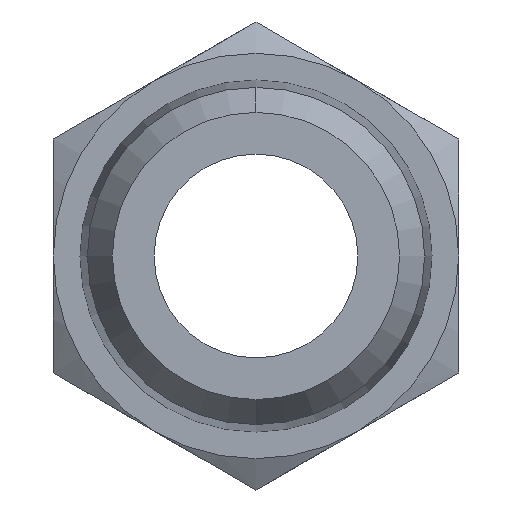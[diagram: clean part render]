
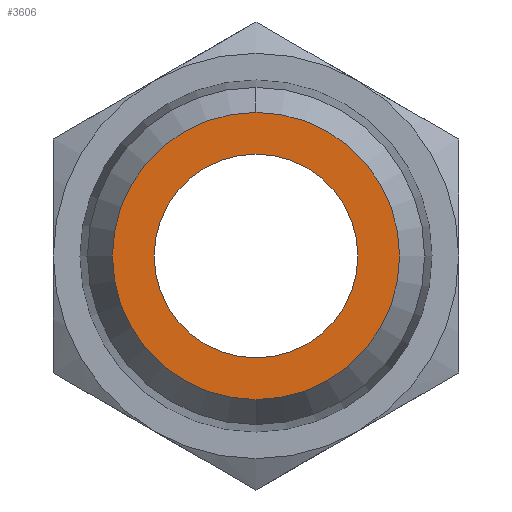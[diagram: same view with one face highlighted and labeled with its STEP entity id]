
A CAD part, left-side view. The second image highlights one B-rep face of the part: STEP entity #3606.
In plain terms, the highlighted free-form (B-spline) face has degree [1, 1] with [2, 2] control points.
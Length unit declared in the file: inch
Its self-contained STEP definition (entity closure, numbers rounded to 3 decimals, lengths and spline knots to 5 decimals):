
#306=CARTESIAN_POINT('',(-0.485,0.0,0.155));
#307=VERTEX_POINT('',#306);
#322=CARTESIAN_POINT('',(-0.485,0.,-0.155));
#323=VERTEX_POINT('',#322);
#330=CARTESIAN_POINT('',(-0.485,0.0,0.0));
#331=DIRECTION('',(-1.0,0.0,0.0));
#332=DIRECTION('',(0.0,0.0,1.0));
#333=AXIS2_PLACEMENT_3D('',#330,#331,#332);
#334=CIRCLE('',#333,0.155);
#335=EDGE_CURVE('',#307,#323,#334,.T.);
#366=CARTESIAN_POINT('',(-0.485,0.11,0.));
#367=VERTEX_POINT('',#366);
#376=CARTESIAN_POINT('',(-0.485,-0.11,0.));
#377=VERTEX_POINT('',#376);
#378=CARTESIAN_POINT('',(-0.485,0.,0.0));
#379=DIRECTION('',(1.0,0.0,0.0));
#380=DIRECTION('',(0.0,1.0,0.0));
#381=AXIS2_PLACEMENT_3D('',#378,#379,#380);
#382=CIRCLE('',#381,0.11);
#383=EDGE_CURVE('',#377,#367,#382,.T.);
#3440=CARTESIAN_POINT('',(-0.485,0.,0.0));
#3441=DIRECTION('',(1.0,0.0,0.0));
#3442=DIRECTION('',(0.0,1.0,0.0));
#3443=AXIS2_PLACEMENT_3D('',#3440,#3441,#3442);
#3444=CIRCLE('',#3443,0.11);
#3445=EDGE_CURVE('',#367,#377,#3444,.T.);
#3476=CARTESIAN_POINT('',(-0.485,0.0,0.0));
#3477=DIRECTION('',(-1.0,0.0,0.0));
#3478=DIRECTION('',(0.0,0.0,1.0));
#3479=AXIS2_PLACEMENT_3D('',#3476,#3477,#3478);
#3480=CIRCLE('',#3479,0.155);
#3481=EDGE_CURVE('',#323,#307,#3480,.T.);
#3593=CARTESIAN_POINT('',(-0.485,0.155,0.155));
#3594=CARTESIAN_POINT('',(-0.485,0.155,-0.155));
#3595=CARTESIAN_POINT('',(-0.485,-0.155,0.155));
#3596=CARTESIAN_POINT('',(-0.485,-0.155,-0.155));
#3597=B_SPLINE_SURFACE_WITH_KNOTS('',1,1,((#3593,#3595),(#3594,#3596)),.UNSPECIFIED.,.F.,.F.,.U.,(2,2),(2,2),(0.0,0.31),(0.0,0.31),.UNSPECIFIED.);
#3598=ORIENTED_EDGE('',*,*,#335,.T.);
#3599=ORIENTED_EDGE('',*,*,#3481,.T.);
#3600=EDGE_LOOP('',(#3598,#3599));
#3601=FACE_OUTER_BOUND('',#3600,.T.);
#3602=ORIENTED_EDGE('',*,*,#383,.T.);
#3603=ORIENTED_EDGE('',*,*,#3445,.T.);
#3604=EDGE_LOOP('',(#3602,#3603));
#3605=FACE_BOUND('',#3604,.T.);
#3606=ADVANCED_FACE('',(#3601,#3605),#3597,.T.);
